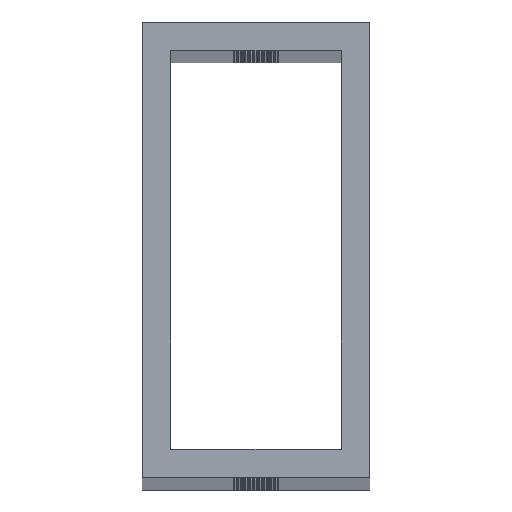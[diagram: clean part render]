
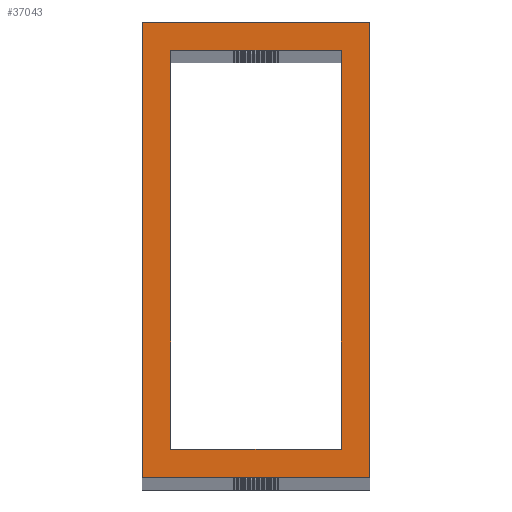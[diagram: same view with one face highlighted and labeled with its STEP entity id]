
A CAD part, top view. The second image highlights one B-rep face of the part: STEP entity #37043.
In plain terms, the highlighted planar face has unit normal (0, 0, 1).
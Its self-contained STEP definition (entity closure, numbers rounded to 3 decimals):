
#1429 = VECTOR ( 'NONE', #12976, 1000. ) ;
#2376 = DIRECTION ( 'NONE',  ( 1., 0., 0. ) ) ;
#2619 = VECTOR ( 'NONE', #8614, 1000. ) ;
#2700 = CARTESIAN_POINT ( 'NONE',  ( -9.525, -22.225, 787.4 ) ) ;
#2829 = CARTESIAN_POINT ( 'NONE',  ( 0., 0., 787.4 ) ) ;
#3974 = EDGE_CURVE ( 'NONE', #51137, #33324, #21941, .T. ) ;
#4267 = CARTESIAN_POINT ( 'NONE',  ( 9.525, -22.225, 787.4 ) ) ;
#5373 = CARTESIAN_POINT ( 'NONE',  ( 9.525, 22.225, 787.4 ) ) ;
#7205 = CARTESIAN_POINT ( 'NONE',  ( -12.7, -25.4, 787.4 ) ) ;
#7421 = VECTOR ( 'NONE', #46475, 1000. ) ;
#8614 = DIRECTION ( 'NONE',  ( -1., 0., 0. ) ) ;
#8680 = EDGE_CURVE ( 'NONE', #18131, #31164, #54225, .T. ) ;
#8719 = EDGE_CURVE ( 'NONE', #33324, #18131, #46380, .T. ) ;
#9859 = LINE ( 'NONE', #26550, #1429 ) ;
#11773 = ORIENTED_EDGE ( 'NONE', *, *, #8719, .F. ) ;
#12976 = DIRECTION ( 'NONE',  ( 0., 1., 0. ) ) ;
#13753 = VERTEX_POINT ( 'NONE', #7205 ) ;
#16670 = CARTESIAN_POINT ( 'NONE',  ( 12.7, 25.4, 787.4 ) ) ;
#17560 = DIRECTION ( 'NONE',  ( 0., 1., 0. ) ) ;
#17829 = EDGE_CURVE ( 'NONE', #31164, #51137, #49785, .T. ) ;
#18131 = VERTEX_POINT ( 'NONE', #2700 ) ;
#18333 = CARTESIAN_POINT ( 'NONE',  ( -9.525, 22.225, 787.4 ) ) ;
#19008 = VECTOR ( 'NONE', #38027, 1000. ) ;
#20522 = CARTESIAN_POINT ( 'NONE',  ( -12.7, -25.4, 787.4 ) ) ;
#20859 = CARTESIAN_POINT ( 'NONE',  ( -12.7, 25.4, 787.4 ) ) ;
#21941 = LINE ( 'NONE', #18333, #32104 ) ;
#22882 = AXIS2_PLACEMENT_3D ( 'NONE', #2829, #44444, #34503 ) ;
#24397 = ORIENTED_EDGE ( 'NONE', *, *, #3974, .F. ) ;
#26046 = ORIENTED_EDGE ( 'NONE', *, *, #17829, .F. ) ;
#26550 = CARTESIAN_POINT ( 'NONE',  ( 12.7, -25.4, 787.4 ) ) ;
#26805 = CARTESIAN_POINT ( 'NONE',  ( -9.525, -22.225, 787.4 ) ) ;
#27171 = EDGE_CURVE ( 'NONE', #13753, #54586, #28376, .T. ) ;
#27773 = ORIENTED_EDGE ( 'NONE', *, *, #45408, .T. ) ;
#28376 = LINE ( 'NONE', #52158, #7421 ) ;
#29651 = ORIENTED_EDGE ( 'NONE', *, *, #8680, .F. ) ;
#30282 = FACE_BOUND ( 'NONE', #50657, .T. ) ;
#31164 = VERTEX_POINT ( 'NONE', #43255 ) ;
#31549 = CARTESIAN_POINT ( 'NONE',  ( -12.7, 25.4, 787.4 ) ) ;
#32104 = VECTOR ( 'NONE', #35844, 1000. ) ;
#32523 = CARTESIAN_POINT ( 'NONE',  ( -9.525, -22.225, 787.4 ) ) ;
#33324 = VERTEX_POINT ( 'NONE', #45141 ) ;
#34503 = DIRECTION ( 'NONE',  ( -1., 0., 0. ) ) ;
#34697 = ORIENTED_EDGE ( 'NONE', *, *, #52523, .T. ) ;
#34816 = FACE_OUTER_BOUND ( 'NONE', #46925, .T. ) ;
#35563 = EDGE_CURVE ( 'NONE', #54487, #51026, #59528, .T. ) ;
#35700 = VECTOR ( 'NONE', #45187, 1000. ) ;
#35844 = DIRECTION ( 'NONE',  ( -1., 0., 0. ) ) ;
#37043 = ADVANCED_FACE ( 'NONE', ( #34816, #30282 ), #49256, .F. ) ;
#38027 = DIRECTION ( 'NONE',  ( 0., -1., 0. ) ) ;
#42513 = VECTOR ( 'NONE', #17560, 1000. ) ;
#43255 = CARTESIAN_POINT ( 'NONE',  ( 9.525, -22.225, 787.4 ) ) ;
#44444 = DIRECTION ( 'NONE',  ( 0., 0., -1. ) ) ;
#45141 = CARTESIAN_POINT ( 'NONE',  ( -9.525, 22.225, 787.4 ) ) ;
#45187 = DIRECTION ( 'NONE',  ( 0., -1., 0. ) ) ;
#45280 = VECTOR ( 'NONE', #2376, 1000. ) ;
#45408 = EDGE_CURVE ( 'NONE', #54586, #54487, #9859, .T. ) ;
#46380 = LINE ( 'NONE', #32523, #35700 ) ;
#46475 = DIRECTION ( 'NONE',  ( 1., 0., 0. ) ) ;
#46761 = CARTESIAN_POINT ( 'NONE',  ( 12.7, -25.4, 787.4 ) ) ;
#46925 = EDGE_LOOP ( 'NONE', ( #27773, #58944, #34697, #57135 ) ) ;
#49256 = PLANE ( 'NONE',  #22882 ) ;
#49785 = LINE ( 'NONE', #4267, #42513 ) ;
#50657 = EDGE_LOOP ( 'NONE', ( #26046, #29651, #11773, #24397 ) ) ;
#51026 = VERTEX_POINT ( 'NONE', #20859 ) ;
#51137 = VERTEX_POINT ( 'NONE', #5373 ) ;
#52158 = CARTESIAN_POINT ( 'NONE',  ( -12.7, -25.4, 787.4 ) ) ;
#52176 = LINE ( 'NONE', #20522, #19008 ) ;
#52523 = EDGE_CURVE ( 'NONE', #51026, #13753, #52176, .T. ) ;
#54225 = LINE ( 'NONE', #26805, #45280 ) ;
#54487 = VERTEX_POINT ( 'NONE', #16670 ) ;
#54586 = VERTEX_POINT ( 'NONE', #46761 ) ;
#57135 = ORIENTED_EDGE ( 'NONE', *, *, #27171, .T. ) ;
#58944 = ORIENTED_EDGE ( 'NONE', *, *, #35563, .T. ) ;
#59528 = LINE ( 'NONE', #31549, #2619 ) ;
